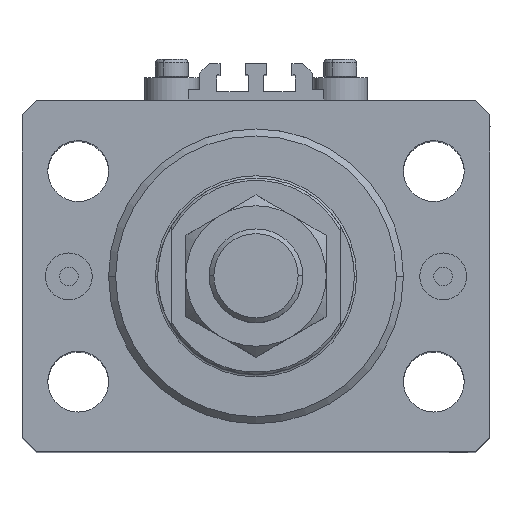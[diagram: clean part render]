
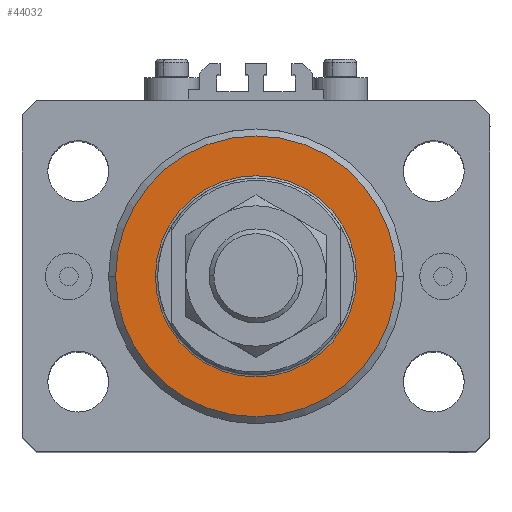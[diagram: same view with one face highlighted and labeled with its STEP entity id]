
A CAD part, top view. The second image highlights one B-rep face of the part: STEP entity #44032.
In plain terms, the highlighted face is planar.
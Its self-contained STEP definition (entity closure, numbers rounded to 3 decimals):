
#869 = EDGE_LOOP ( 'NONE', ( #13739, #31501 ) ) ;
#1907 = ORIENTED_EDGE ( 'NONE', *, *, #20861, .T. ) ;
#2574 = EDGE_CURVE ( 'NONE', #8851, #25240, #45848, .T. ) ;
#2776 = CARTESIAN_POINT ( 'NONE',  ( 30., 0., 0. ) ) ;
#4093 = CARTESIAN_POINT ( 'NONE',  ( 0., 0., 0. ) ) ;
#4929 = AXIS2_PLACEMENT_3D ( 'NONE', #33887, #15106, #18098 ) ;
#5028 = FACE_OUTER_BOUND ( 'NONE', #22896, .T. ) ;
#6089 = CARTESIAN_POINT ( 'NONE',  ( 0., 0., 0. ) ) ;
#6211 = VERTEX_POINT ( 'NONE', #22802 ) ;
#6910 = EDGE_CURVE ( 'NONE', #6211, #32298, #15354, .T. ) ;
#7467 = CARTESIAN_POINT ( 'NONE',  ( 0., 0., 0. ) ) ;
#8851 = VERTEX_POINT ( 'NONE', #2776 ) ;
#9310 = CARTESIAN_POINT ( 'NONE',  ( 0., 0., 0. ) ) ;
#13739 = ORIENTED_EDGE ( 'NONE', *, *, #14904, .T. ) ;
#14070 = CARTESIAN_POINT ( 'NONE',  ( -30., 0., 0. ) ) ;
#14904 = EDGE_CURVE ( 'NONE', #32298, #6211, #37555, .T. ) ;
#15106 = DIRECTION ( 'NONE',  ( 0., 0., -1. ) ) ;
#15354 = CIRCLE ( 'NONE', #20105, 21.5 ) ;
#16195 = DIRECTION ( 'NONE',  ( 0., 0., 1. ) ) ;
#16284 = AXIS2_PLACEMENT_3D ( 'NONE', #7467, #37102, #33665 ) ;
#17174 = AXIS2_PLACEMENT_3D ( 'NONE', #9310, #35957, #43572 ) ;
#17977 = CARTESIAN_POINT ( 'NONE',  ( 21.5, 0., 0. ) ) ;
#18098 = DIRECTION ( 'NONE',  ( 1., 0., 0. ) ) ;
#19156 = DIRECTION ( 'NONE',  ( 1., 0., 0. ) ) ;
#20105 = AXIS2_PLACEMENT_3D ( 'NONE', #4093, #16195, #19156 ) ;
#20861 = EDGE_CURVE ( 'NONE', #25240, #8851, #26183, .T. ) ;
#22802 = CARTESIAN_POINT ( 'NONE',  ( -21.5, 0., 0. ) ) ;
#22896 = EDGE_LOOP ( 'NONE', ( #33280, #1907 ) ) ;
#25240 = VERTEX_POINT ( 'NONE', #14070 ) ;
#26183 = CIRCLE ( 'NONE', #4929, 30. ) ;
#28549 = PLANE ( 'NONE',  #17174 ) ;
#31501 = ORIENTED_EDGE ( 'NONE', *, *, #6910, .T. ) ;
#32298 = VERTEX_POINT ( 'NONE', #17977 ) ;
#33280 = ORIENTED_EDGE ( 'NONE', *, *, #2574, .T. ) ;
#33665 = DIRECTION ( 'NONE',  ( 1., 0., 0. ) ) ;
#33887 = CARTESIAN_POINT ( 'NONE',  ( 0., 0., 0. ) ) ;
#35492 = DIRECTION ( 'NONE',  ( 0., 0., -1. ) ) ;
#35957 = DIRECTION ( 'NONE',  ( 0., 0., 1. ) ) ;
#37102 = DIRECTION ( 'NONE',  ( 0., 0., 1. ) ) ;
#37555 = CIRCLE ( 'NONE', #16284, 21.5 ) ;
#38842 = FACE_BOUND ( 'NONE', #869, .T. ) ;
#41905 = AXIS2_PLACEMENT_3D ( 'NONE', #6089, #35492, #43351 ) ;
#43351 = DIRECTION ( 'NONE',  ( 1., 0., 0. ) ) ;
#43572 = DIRECTION ( 'NONE',  ( 1., 0., 0. ) ) ;
#44032 = ADVANCED_FACE ( 'NONE', ( #38842, #5028 ), #28549, .F. ) ;
#45848 = CIRCLE ( 'NONE', #41905, 30. ) ;
